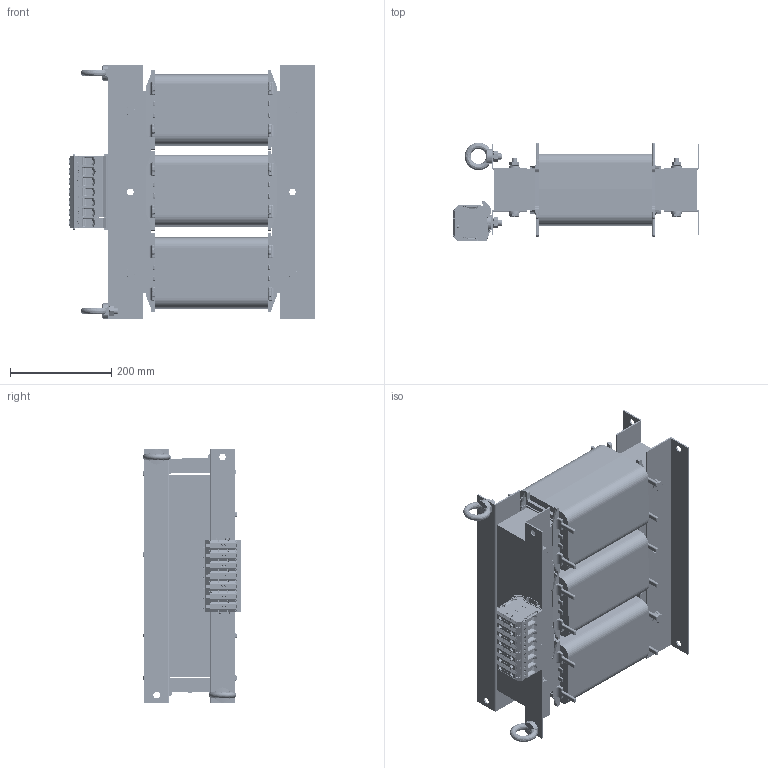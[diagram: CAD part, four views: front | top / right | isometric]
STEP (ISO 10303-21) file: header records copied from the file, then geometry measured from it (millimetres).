
FILE_DESCRIPTION(/* description */ (''),/* implementation_level */ '2;1');
FILE_NAME(/* name */ 'XMN02360620.stp',/* time_stamp */ '2023-03-08T13:47:54+01:00',/* author */ ('velazquez'),/* organization */ (''),/* preprocessor_version */ 'ST-DEVELOPER v19.2',/* originating_system */ 'Autodesk Inventor 2023',/* authorisation */ '');
FILE_SCHEMA (('AUTOMOTIVE_DESIGN { 1 0 10303 214 3 1 1 }'));
Products named in the file (14): XMN02360620; 3UI240 400 x 400 - 80; RC80 NT080; centrador M10; DIN 125 - A 10,5; DIN 933 - M10  x 110; DIN 934 - M10; FICHA 50 6 GRIS 1 AZUL; carril 6 agujeros; FICHA 50; FICHA 50 AZUL; UI 240_83_BOBINADO; DIN 580 - M12; DIN 934 - M12
Assembly tree (45 placements, depth 3):
  XMN02360620
    3UI240 400 x 400 - 80
    UI 240_83_BOBINADO  x3
    RC80 NT080  x4
    centrador M10  x8
    DIN 125 - A 10,5  x8
    DIN 933 - M10  x 110  x4
    DIN 934 - M10  x4
    FICHA 50 6 GRIS 1 AZUL
      carril 6 agujeros
      FICHA 50  x6
      FICHA 50 AZUL
    DIN 580 - M12  x2
    DIN 934 - M12  x2
Bounding box: 486.7 x 193.93 x 500 mm (x, y, z)
Volume: 19222235.5 mm3; surface area: 2494727.1 mm2
Topology: 65 solids, 93 shells, 11760 faces, 31652 edges, 20113 vertices
Faces by surface type: plane 6635, cylinder 3991, torus 360, bspline 352, sphere 220, cone 202
Full cylindrical faces by diameter (mm): 0.6 x12, 2.5 x112, 2.75 x14, 2.95 x14, 3.4 x28, 3.448 x7, 4.6 x14, 6.5 x28, 8.376 x4, 8.5 x14, 9.188 x4, 10 x12, 10.106 x2, 10.5 x8, 10.8 x2, 11.5 x8, 12 x2, 13 x20, 15 x6, 15.4 x4, 20 x8, 23 x8
Entity records: 117472 total; most frequent: CARTESIAN_POINT 25333, ORIENTED_EDGE 18810, DIRECTION 18749, EDGE_CURVE 9405, LINE 6295, VECTOR 6295, AXIS2_PLACEMENT_3D 6227, VERTEX_POINT 6042
